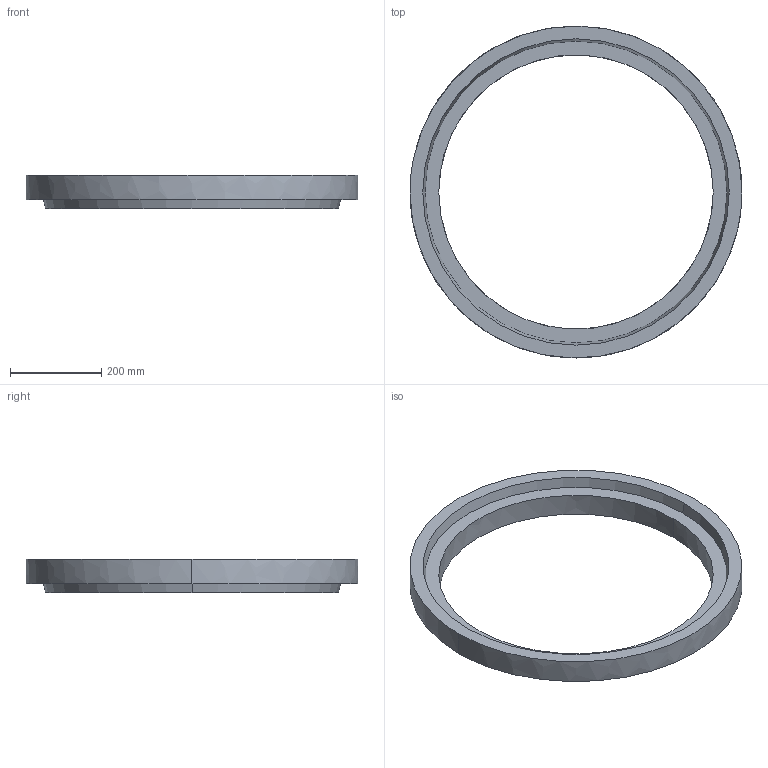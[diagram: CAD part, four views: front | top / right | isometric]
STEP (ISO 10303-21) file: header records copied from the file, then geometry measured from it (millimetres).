
FILE_DESCRIPTION (( 'STEP AP203' ), '1' );
FILE_NAME ('Rudus 2006005 UL-kaivonrengas 600x50.step', '2020-03-10T21:16:38', ( '' ), ( '' ), 'SwSTEP 2.0', 'SolidWorks 2019', '' );
FILE_SCHEMA (( 'CONFIG_CONTROL_DESIGN' ));
Length unit declared in the file: millimetre
Products named in the file (2): EK-osa-kaivorunko_UL-kaivonrengas; Rudus 2006005 UL-kaivonrengas 600x50
Assembly tree (1 placements, depth 2):
  Rudus 2006005 UL-kaivonrengas 600x50
    EK-osa-kaivorunko_UL-kaivonrengas
Bounding box: 726 x 726 x 73 mm (x, y, z)
Volume: 6351298.8 mm3; surface area: 547944 mm2
Topology: 1 solids, 1 shells, 12 faces, 24 edges, 16 vertices
Faces by surface type: cone 4, bspline 4, plane 4
Entity records: 1552 total; most frequent: CARTESIAN_POINT 1122, ORIENTED_EDGE 48, DIRECTION 48, EDGE_CURVE 24, AXIS2_PLACEMENT_3D 22, PERSON_AND_ORGANIZATION 17, VERTEX_POINT 16, EDGE_LOOP 16
